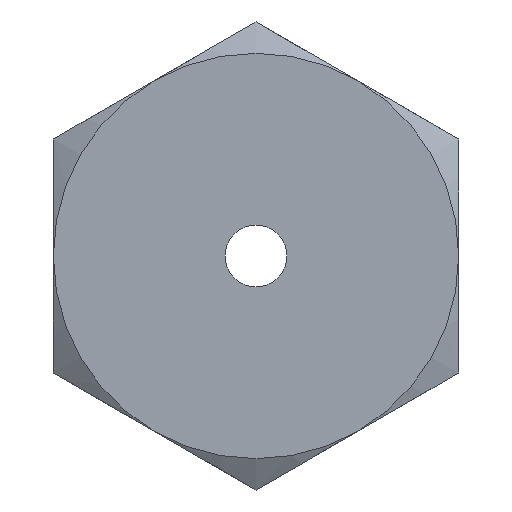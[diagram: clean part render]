
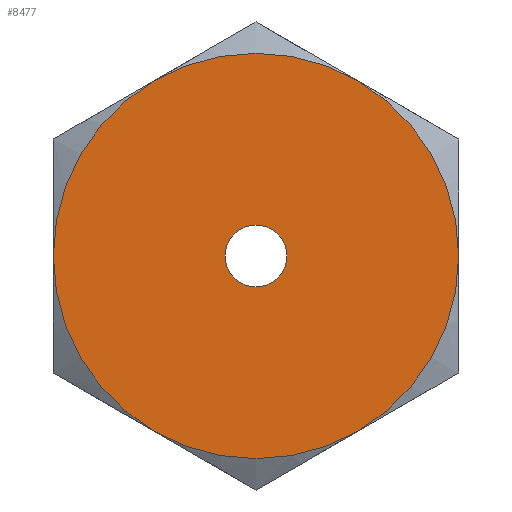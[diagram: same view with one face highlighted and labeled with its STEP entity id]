
A CAD part, left-side view. The second image highlights one B-rep face of the part: STEP entity #8477.
In plain terms, the highlighted planar face has unit normal (-1, 0, 0).
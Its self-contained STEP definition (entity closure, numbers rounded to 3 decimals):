
#3964=CARTESIAN_POINT('',(-2.8,1.75,
-3.031));
#3992=CARTESIAN_POINT('',(-2.8,3.5,
0.));
#4016=CARTESIAN_POINT('',(-2.8,1.75,3.031));
#4042=CARTESIAN_POINT('',(-2.8,-1.75,
3.031));
#4068=CARTESIAN_POINT('',(-2.8,-3.5,
0.));
#4094=CARTESIAN_POINT('',(-2.8,-1.75,
-3.031));
#4109=CARTESIAN_POINT('',(-2.8,0.,0.));
#4110=DIRECTION('',(-1.,0.,0.));
#4111=DIRECTION('',(0.,1.,0.));
#4112=AXIS2_PLACEMENT_3D('',#4109,#4110,#4111);
#4114=CARTESIAN_POINT('',(-2.8,0.,0.));
#4115=DIRECTION('',(-1.,0.,0.));
#4116=DIRECTION('',(0.,0.5,0.866));
#4117=AXIS2_PLACEMENT_3D('',#4114,#4115,#4116);
#4119=CARTESIAN_POINT('',(-2.8,0.,0.));
#4120=DIRECTION('',(-1.,0.,0.));
#4121=DIRECTION('',(0.,-0.5,0.866));
#4122=AXIS2_PLACEMENT_3D('',#4119,#4120,#4121);
#4124=CARTESIAN_POINT('',(-2.8,0.,0.));
#4125=DIRECTION('',(-1.,0.,0.));
#4126=DIRECTION('',(0.,-1.,0.));
#4127=AXIS2_PLACEMENT_3D('',#4124,#4125,#4126);
#4129=CARTESIAN_POINT('',(-2.8,0.,0.));
#4130=DIRECTION('',(-1.,0.,0.));
#4131=DIRECTION('',(0.,-0.5,-0.866));
#4132=AXIS2_PLACEMENT_3D('',#4129,#4130,#4131);
#4134=CARTESIAN_POINT('',(-2.8,0.,0.));
#4135=DIRECTION('',(-1.,0.,0.));
#4136=DIRECTION('',(0.,0.5,-0.866));
#4137=AXIS2_PLACEMENT_3D('',#4134,#4135,#4136);
#4139=CARTESIAN_POINT('',(-2.8,0.,0.));
#4140=DIRECTION('',(1.,0.,0.));
#4141=DIRECTION('',(0.,-1.,0.));
#4142=AXIS2_PLACEMENT_3D('',#4139,#4140,#4141);
#4144=CARTESIAN_POINT('',(-2.8,0.,0.));
#4145=DIRECTION('',(1.,0.,0.));
#4146=DIRECTION('',(0.,1.,0.));
#4147=AXIS2_PLACEMENT_3D('',#4144,#4145,#4146);
#4330=VERTEX_POINT('',#3964);
#4332=VERTEX_POINT('',#3992);
#4335=VERTEX_POINT('',#4016);
#4337=VERTEX_POINT('',#4042);
#4339=VERTEX_POINT('',#4068);
#4340=VERTEX_POINT('',#4094);
#4373=CARTESIAN_POINT('',(-2.8,-0.535,0.));
#4374=CARTESIAN_POINT('',(-2.8,0.535,0.));
#4375=VERTEX_POINT('',#4373);
#4376=VERTEX_POINT('',#4374);
#8455=CARTESIAN_POINT('',(-2.8,0.,0.));
#8456=DIRECTION('',(1.,0.,0.));
#8457=DIRECTION('',(0.,1.,0.));
#8458=AXIS2_PLACEMENT_3D('',#8455,#8456,#8457);
#8459=PLANE('',#8458);
#8460=ORIENTED_EDGE('',*,*,#8426,.F.);
#8462=ORIENTED_EDGE('',*,*,#8461,.F.);
#8464=ORIENTED_EDGE('',*,*,#8463,.F.);
#8466=ORIENTED_EDGE('',*,*,#8465,.F.);
#8467=ORIENTED_EDGE('',*,*,#8450,.F.);
#8468=ORIENTED_EDGE('',*,*,#8437,.F.);
#8469=EDGE_LOOP('',(#8460,#8462,#8464,#8466,#8467,#8468));
#8470=FACE_OUTER_BOUND('',#8469,.F.);
#8472=ORIENTED_EDGE('',*,*,#8471,.F.);
#8474=ORIENTED_EDGE('',*,*,#8473,.F.);
#8475=EDGE_LOOP('',(#8472,#8474));
#8476=FACE_BOUND('',#8475,.F.);
#4113=CIRCLE('',#4112,3.5);
#4118=CIRCLE('',#4117,3.5);
#4123=CIRCLE('',#4122,3.5);
#4128=CIRCLE('',#4127,3.5);
#4133=CIRCLE('',#4132,3.5);
#4138=CIRCLE('',#4137,3.5);
#4143=CIRCLE('',#4142,0.535);
#4148=CIRCLE('',#4147,0.535);
#8426=EDGE_CURVE('',#4332,#4330,#4113,.T.);
#8437=EDGE_CURVE('',#4330,#4340,#4138,.T.);
#8450=EDGE_CURVE('',#4340,#4339,#4133,.T.);
#8461=EDGE_CURVE('',#4335,#4332,#4118,.T.);
#8463=EDGE_CURVE('',#4337,#4335,#4123,.T.);
#8465=EDGE_CURVE('',#4339,#4337,#4128,.T.);
#8471=EDGE_CURVE('',#4375,#4376,#4143,.T.);
#8473=EDGE_CURVE('',#4376,#4375,#4148,.T.);
#8477=ADVANCED_FACE('',(#8470,#8476),#8459,.F.);
